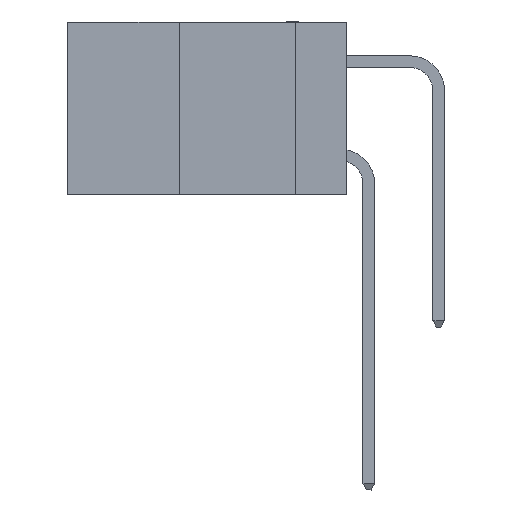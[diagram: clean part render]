
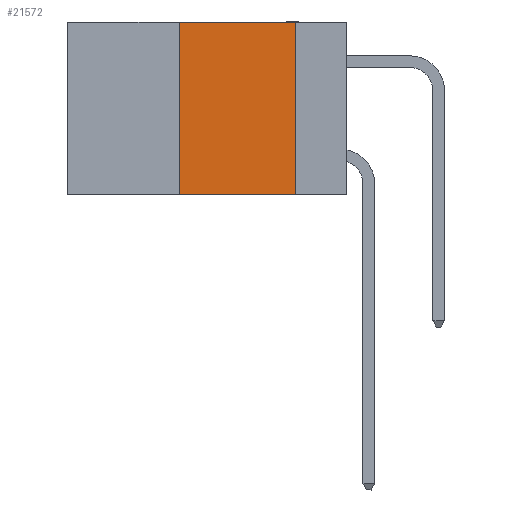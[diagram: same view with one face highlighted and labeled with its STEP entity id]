
A CAD part, left-side view. The second image highlights one B-rep face of the part: STEP entity #21572.
In plain terms, the highlighted planar face has unit normal (-1, 0, 0).
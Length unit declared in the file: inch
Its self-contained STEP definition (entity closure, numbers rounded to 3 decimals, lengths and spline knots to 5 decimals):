
#66 = FACE_OUTER_BOUND ( 'NONE', #6565, .T. ) ;
#483 = DIRECTION ( 'NONE',  ( 0., 0., -1. ) ) ;
#679 = VECTOR ( 'NONE', #41962, 39.37008 ) ;
#1212 = EDGE_CURVE ( 'NONE', #1897, #24644, #17973, .T. ) ;
#1897 = VERTEX_POINT ( 'NONE', #8600 ) ;
#3084 = LINE ( 'NONE', #38259, #15464 ) ;
#3691 = ORIENTED_EDGE ( 'NONE', *, *, #25140, .F. ) ;
#3706 = PLANE ( 'NONE',  #18515 ) ;
#4987 = VECTOR ( 'NONE', #28597, 39.37008 ) ;
#6528 = DIRECTION ( 'NONE',  ( 0., 0., 1. ) ) ;
#6565 = EDGE_LOOP ( 'NONE', ( #3691, #36972, #29349, #35673 ) ) ;
#8600 = CARTESIAN_POINT ( 'NONE',  ( 0., 0.36, -0.37 ) ) ;
#9186 = CARTESIAN_POINT ( 'NONE',  ( 0., 0.11, 0. ) ) ;
#11769 = VERTEX_POINT ( 'NONE', #38791 ) ;
#12648 = CARTESIAN_POINT ( 'NONE',  ( 0., 0.11, -0.37 ) ) ;
#14991 = VERTEX_POINT ( 'NONE', #35321 ) ;
#15464 = VECTOR ( 'NONE', #6528, 39.37008 ) ;
#15511 = LINE ( 'NONE', #32246, #4987 ) ;
#17973 = LINE ( 'NONE', #31057, #679 ) ;
#18515 = AXIS2_PLACEMENT_3D ( 'NONE', #19791, #22801, #483 ) ;
#19791 = CARTESIAN_POINT ( 'NONE',  ( 0., 0.6, 0. ) ) ;
#21572 = ADVANCED_FACE ( 'NONE', ( #66 ), #3706, .F. ) ;
#22801 = DIRECTION ( 'NONE',  ( 1., 0., 0. ) ) ;
#22821 = VECTOR ( 'NONE', #38756, 39.37008 ) ;
#24644 = VERTEX_POINT ( 'NONE', #12648 ) ;
#25140 = EDGE_CURVE ( 'NONE', #11769, #24644, #29116, .T. ) ;
#28597 = DIRECTION ( 'NONE',  ( 0., -1., 0. ) ) ;
#29116 = LINE ( 'NONE', #9186, #22821 ) ;
#29349 = ORIENTED_EDGE ( 'NONE', *, *, #30847, .F. ) ;
#30847 = EDGE_CURVE ( 'NONE', #1897, #14991, #3084, .T. ) ;
#31057 = CARTESIAN_POINT ( 'NONE',  ( 0., 0.6, -0.37 ) ) ;
#32246 = CARTESIAN_POINT ( 'NONE',  ( 0., 0.6, 0. ) ) ;
#35321 = CARTESIAN_POINT ( 'NONE',  ( 0., 0.36, 0. ) ) ;
#35673 = ORIENTED_EDGE ( 'NONE', *, *, #1212, .T. ) ;
#36972 = ORIENTED_EDGE ( 'NONE', *, *, #40477, .F. ) ;
#38259 = CARTESIAN_POINT ( 'NONE',  ( 0., 0.36, 0. ) ) ;
#38756 = DIRECTION ( 'NONE',  ( 0., 0., -1. ) ) ;
#38791 = CARTESIAN_POINT ( 'NONE',  ( 0., 0.11, 0. ) ) ;
#40477 = EDGE_CURVE ( 'NONE', #14991, #11769, #15511, .T. ) ;
#41962 = DIRECTION ( 'NONE',  ( 0., -1., 0. ) ) ;
